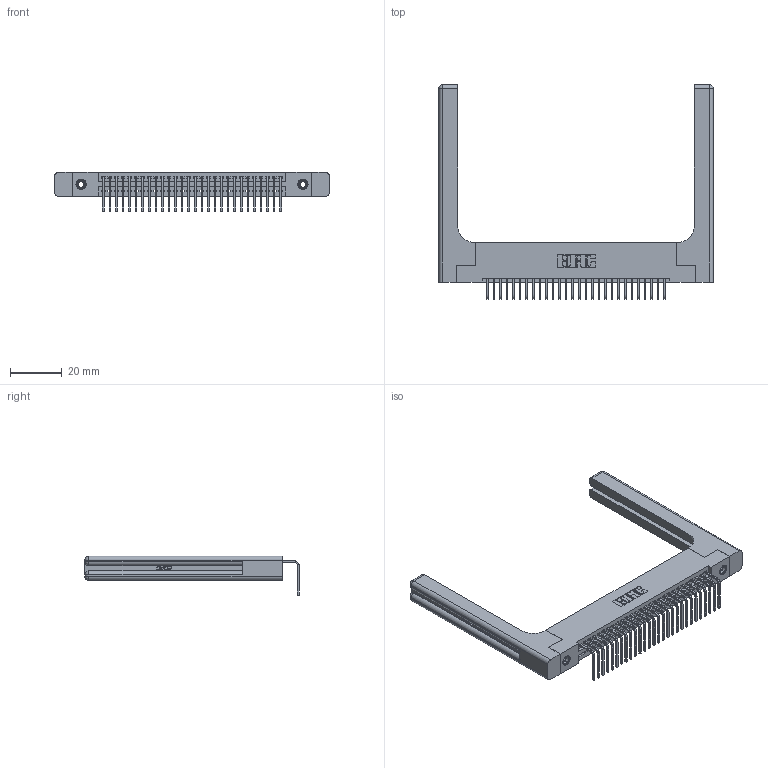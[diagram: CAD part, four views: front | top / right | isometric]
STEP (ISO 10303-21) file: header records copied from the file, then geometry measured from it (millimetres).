
FILE_DESCRIPTION (( 'STEP AP203' ), '1' );
FILE_NAME ('345-028-558-158.STEP', '2019-10-10T13:53:56', ( '' ), ( '' ), 'SwSTEP 2.0', 'SolidWorks 2016', '' );
FILE_SCHEMA (( 'CONFIG_CONTROL_DESIGN' ));
Length unit declared in the file: inch
Products named in the file (5): 345 Part_Flush Mounting Lugs - 0.156 Dia-TH; 345-292-001_558 Tail - 2; 345-250-001_345-250-001-102; 345-220-058_345-220-058; 345-028-558-158
Assembly tree (33 placements, depth 2):
  345-028-558-158
    345 Part_Flush Mounting Lugs - 0.156 Dia-TH
    345-292-001_558 Tail - 2  x28
    345-250-001_345-250-001-102  x2
    345-220-058_345-220-058  x2
Bounding box: 106.15 x 82.79 x 15.37 mm (x, y, z)
Volume: 18565.5 mm3; surface area: 19033 mm2
Topology: 33 solids, 33 shells, 2062 faces, 6103 edges, 4010 vertices
Faces by surface type: plane 1404, cylinder 598, bspline 36, cone 12, sphere 8, torus 4
Entity records: 28224 total; most frequent: CARTESIAN_POINT 5861, ORIENTED_EDGE 4620, DIRECTION 4086, EDGE_CURVE 2310, LINE 1974, VECTOR 1974, VERTEX_POINT 1530, AXIS2_PLACEMENT_3D 1056
